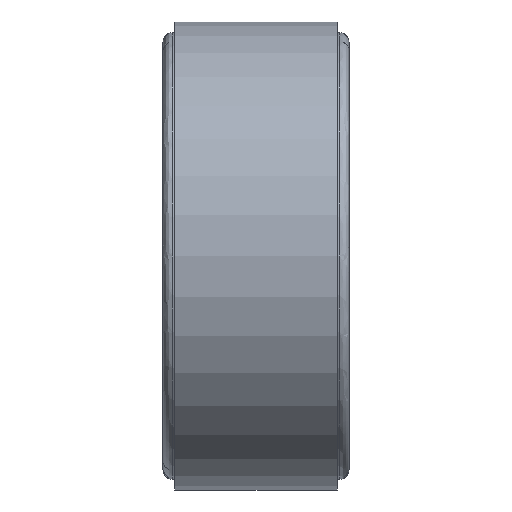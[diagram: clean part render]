
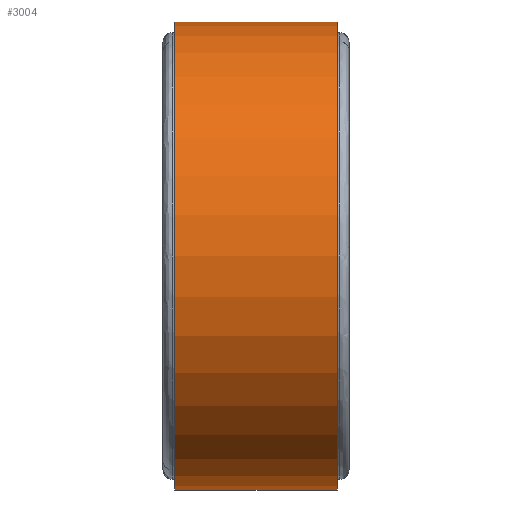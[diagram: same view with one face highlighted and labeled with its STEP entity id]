
A CAD part, left-side view. The second image highlights one B-rep face of the part: STEP entity #3004.
In plain terms, the highlighted cylindrical face has radius 12.776 mm (diameter 25.552 mm), a partial arc.
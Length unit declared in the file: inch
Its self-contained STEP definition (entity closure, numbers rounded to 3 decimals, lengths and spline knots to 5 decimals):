
#369 = CARTESIAN_POINT ( 'NONE',  ( 0., 0.175, 0. ) ) ;
#653 = EDGE_LOOP ( 'NONE', ( #5359, #6459, #2520, #11507 ) ) ;
#1911 = DIRECTION ( 'NONE',  ( 0., 1., 0. ) ) ;
#2071 = EDGE_CURVE ( 'NONE', #6162, #10804, #14675, .T. ) ;
#2227 = FACE_OUTER_BOUND ( 'NONE', #653, .T. ) ;
#2520 = ORIENTED_EDGE ( 'NONE', *, *, #11113, .T. ) ;
#3004 = ADVANCED_FACE ( 'NONE', ( #2227 ), #4585, .T. ) ;
#3543 = DIRECTION ( 'NONE',  ( 0., 1., 0. ) ) ;
#3850 = DIRECTION ( 'NONE',  ( 0., -1., 0. ) ) ;
#4585 = CYLINDRICAL_SURFACE ( 'NONE', #6096, 0.503 ) ;
#4808 = CIRCLE ( 'NONE', #5195, 0.503 ) ;
#5195 = AXIS2_PLACEMENT_3D ( 'NONE', #369, #3850, #9361 ) ;
#5359 = ORIENTED_EDGE ( 'NONE', *, *, #2071, .F. ) ;
#5746 = CARTESIAN_POINT ( 'NONE',  ( 0., 0.2285, 0. ) ) ;
#6096 = AXIS2_PLACEMENT_3D ( 'NONE', #5746, #11515, #9153 ) ;
#6162 = VERTEX_POINT ( 'NONE', #7410 ) ;
#6459 = ORIENTED_EDGE ( 'NONE', *, *, #10855, .T. ) ;
#7410 = CARTESIAN_POINT ( 'NONE',  ( 0., -0.175, -0.503 ) ) ;
#8014 = DIRECTION ( 'NONE',  ( 0., 1., 0. ) ) ;
#8111 = CARTESIAN_POINT ( 'NONE',  ( 0., -0.175, 0. ) ) ;
#8210 = VECTOR ( 'NONE', #1911, 39.37008 ) ;
#9153 = DIRECTION ( 'NONE',  ( 0., 0., 1. ) ) ;
#9361 = DIRECTION ( 'NONE',  ( 0., 0., 1. ) ) ;
#10344 = CARTESIAN_POINT ( 'NONE',  ( 0., 0.2285, -0.503 ) ) ;
#10804 = VERTEX_POINT ( 'NONE', #12494 ) ;
#10855 = EDGE_CURVE ( 'NONE', #6162, #11110, #12815, .T. ) ;
#10943 = VECTOR ( 'NONE', #3543, 39.37008 ) ;
#11110 = VERTEX_POINT ( 'NONE', #14257 ) ;
#11113 = EDGE_CURVE ( 'NONE', #11110, #12983, #14560, .T. ) ;
#11507 = ORIENTED_EDGE ( 'NONE', *, *, #13513, .T. ) ;
#11515 = DIRECTION ( 'NONE',  ( 0., 1., 0. ) ) ;
#12016 = CARTESIAN_POINT ( 'NONE',  ( 0., 0.2285, 0.503 ) ) ;
#12494 = CARTESIAN_POINT ( 'NONE',  ( 0., 0.175, -0.503 ) ) ;
#12727 = AXIS2_PLACEMENT_3D ( 'NONE', #8111, #8014, #14782 ) ;
#12815 = CIRCLE ( 'NONE', #12727, 0.503 ) ;
#12983 = VERTEX_POINT ( 'NONE', #14584 ) ;
#13513 = EDGE_CURVE ( 'NONE', #12983, #10804, #4808, .T. ) ;
#14257 = CARTESIAN_POINT ( 'NONE',  ( 0., -0.175, 0.503 ) ) ;
#14560 = LINE ( 'NONE', #12016, #8210 ) ;
#14584 = CARTESIAN_POINT ( 'NONE',  ( 0., 0.175, 0.503 ) ) ;
#14675 = LINE ( 'NONE', #10344, #10943 ) ;
#14782 = DIRECTION ( 'NONE',  ( 0., 0., 1. ) ) ;
